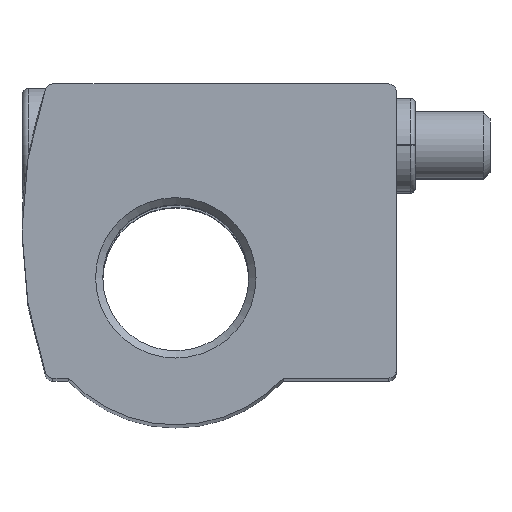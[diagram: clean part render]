
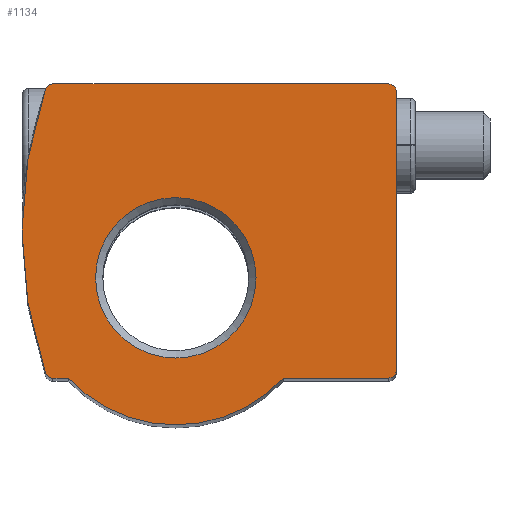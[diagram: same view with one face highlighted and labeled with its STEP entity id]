
A CAD part, top view. The second image highlights one B-rep face of the part: STEP entity #1134.
In plain terms, the highlighted face is planar.
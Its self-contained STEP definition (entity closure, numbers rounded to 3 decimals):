
#67=PLANE('',#1273);
#94=LINE('',#1762,#154);
#108=LINE('',#1814,#168);
#112=LINE('',#1826,#172);
#116=LINE('',#1838,#176);
#154=VECTOR('',#1402,1000.);
#168=VECTOR('',#1454,1000.);
#172=VECTOR('',#1466,1000.);
#176=VECTOR('',#1478,1000.);
#331=ORIENTED_EDGE('',*,*,#617,.T.);
#332=ORIENTED_EDGE('',*,*,#589,.F.);
#333=ORIENTED_EDGE('',*,*,#572,.F.);
#334=ORIENTED_EDGE('',*,*,#580,.F.);
#335=ORIENTED_EDGE('',*,*,#563,.F.);
#336=ORIENTED_EDGE('',*,*,#614,.F.);
#337=ORIENTED_EDGE('',*,*,#611,.F.);
#338=ORIENTED_EDGE('',*,*,#608,.F.);
#339=ORIENTED_EDGE('',*,*,#605,.F.);
#340=ORIENTED_EDGE('',*,*,#602,.F.);
#341=ORIENTED_EDGE('',*,*,#599,.F.);
#563=EDGE_CURVE('',#719,#720,#825,.T.);
#572=EDGE_CURVE('',#726,#727,#94,.T.);
#580=EDGE_CURVE('',#720,#726,#829,.T.);
#589=EDGE_CURVE('',#727,#737,#834,.T.);
#599=EDGE_CURVE('',#737,#746,#108,.T.);
#602=EDGE_CURVE('',#746,#748,#841,.T.);
#605=EDGE_CURVE('',#748,#750,#112,.T.);
#608=EDGE_CURVE('',#750,#752,#843,.T.);
#611=EDGE_CURVE('',#752,#754,#116,.T.);
#614=EDGE_CURVE('',#754,#719,#845,.T.);
#617=EDGE_CURVE('',#757,#757,#848,.T.);
#719=VERTEX_POINT('',#1743);
#720=VERTEX_POINT('',#1745);
#726=VERTEX_POINT('',#1761);
#727=VERTEX_POINT('',#1763);
#737=VERTEX_POINT('',#1795);
#746=VERTEX_POINT('',#1815);
#748=VERTEX_POINT('',#1821);
#750=VERTEX_POINT('',#1827);
#752=VERTEX_POINT('',#1833);
#754=VERTEX_POINT('',#1839);
#757=VERTEX_POINT('',#1851);
#825=CIRCLE('',#1236,33.);
#829=CIRCLE('',#1243,0.6);
#834=CIRCLE('',#1252,0.6);
#841=CIRCLE('',#1261,0.6);
#843=CIRCLE('',#1265,11.);
#845=CIRCLE('',#1269,0.6);
#848=CIRCLE('',#1274,6.);
#900=EDGE_LOOP('',(#331));
#901=EDGE_LOOP('',(#332,#333,#334,#335,#336,#337,#338,#339,#340,#341));
#1002=FACE_BOUND('',#900,.T.);
#1003=FACE_BOUND('',#901,.T.);
#1134=ADVANCED_FACE('',(#1002,#1003),#67,.F.);
#1236=AXIS2_PLACEMENT_3D('',#1744,#1386,#1387);
#1243=AXIS2_PLACEMENT_3D('',#1777,#1413,#1414);
#1252=AXIS2_PLACEMENT_3D('',#1794,#1435,#1436);
#1261=AXIS2_PLACEMENT_3D('',#1820,#1459,#1460);
#1265=AXIS2_PLACEMENT_3D('',#1832,#1471,#1472);
#1269=AXIS2_PLACEMENT_3D('',#1844,#1483,#1484);
#1273=AXIS2_PLACEMENT_3D('',#1849,#1491,#1492);
#1274=AXIS2_PLACEMENT_3D('',#1850,#1493,#1494);
#1386=DIRECTION('',(1.,0.,0.));
#1387=DIRECTION('',(0.,0.,-1.));
#1402=DIRECTION('',(0.,0.,1.));
#1413=DIRECTION('',(1.,0.,0.));
#1414=DIRECTION('',(0.,0.,-1.));
#1435=DIRECTION('',(1.,0.,0.));
#1436=DIRECTION('',(0.,0.,-1.));
#1454=DIRECTION('',(0.,-1.,0.));
#1459=DIRECTION('',(1.,0.,0.));
#1460=DIRECTION('',(0.,0.,-1.));
#1466=DIRECTION('',(0.,0.,-1.));
#1471=DIRECTION('',(1.,0.,0.));
#1472=DIRECTION('',(0.,0.,-1.));
#1478=DIRECTION('',(0.,0.,-1.));
#1483=DIRECTION('',(1.,0.,0.));
#1484=DIRECTION('',(0.,0.,-1.));
#1491=DIRECTION('',(1.,0.,0.));
#1492=DIRECTION('',(0.,0.,-1.));
#1493=DIRECTION('',(1.,0.,0.));
#1494=DIRECTION('',(0.,0.,-1.));
#1743=CARTESIAN_POINT('',(0.,-7.093,-9.754));
#1744=CARTESIAN_POINT('',(0.,3.5,21.5));
#1745=CARTESIAN_POINT('',(0.,14.093,-9.754));
#1761=CARTESIAN_POINT('',(0.,14.5,-9.186));
#1762=CARTESIAN_POINT('',(0.,14.5,-9.186));
#1763=CARTESIAN_POINT('',(0.,14.5,15.9));
#1777=CARTESIAN_POINT('',(0.,13.9,-9.186));
#1794=CARTESIAN_POINT('',(0.,13.9,15.9));
#1795=CARTESIAN_POINT('',(0.,13.9,16.5));
#1814=CARTESIAN_POINT('',(0.,13.9,16.5));
#1815=CARTESIAN_POINT('',(0.,-6.9,16.5));
#1820=CARTESIAN_POINT('',(0.,-6.9,15.9));
#1821=CARTESIAN_POINT('',(0.,-7.5,15.9));
#1826=CARTESIAN_POINT('',(0.,-7.5,15.9));
#1827=CARTESIAN_POINT('',(0.,-7.5,8.047));
#1832=CARTESIAN_POINT('',(0.,0.,0.));
#1833=CARTESIAN_POINT('',(0.,-7.5,-8.047));
#1838=CARTESIAN_POINT('',(0.,-7.5,-8.047));
#1839=CARTESIAN_POINT('',(0.,-7.5,-9.186));
#1844=CARTESIAN_POINT('',(0.,-6.9,-9.186));
#1849=CARTESIAN_POINT('',(0.,13.9,15.9));
#1850=CARTESIAN_POINT('',(0.,0.,0.));
#1851=CARTESIAN_POINT('',(0.,0.,-6.));
